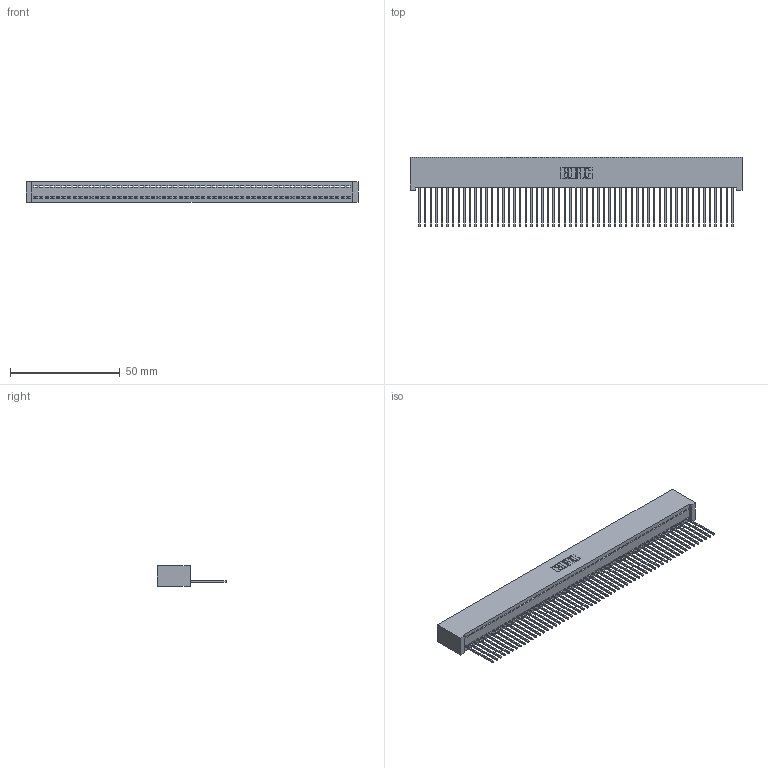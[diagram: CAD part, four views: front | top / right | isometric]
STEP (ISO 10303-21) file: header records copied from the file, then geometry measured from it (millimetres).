
FILE_DESCRIPTION (( 'STEP AP203' ), '1' );
FILE_NAME ('392-057-542-101.STEP', '2019-10-08T15:57:00', ( '' ), ( '' ), 'SwSTEP 2.0', 'SolidWorks 2016', '' );
FILE_SCHEMA (( 'CONFIG_CONTROL_DESIGN' ));
Length unit declared in the file: inch
Products named in the file (3): 345-292-001_345-293-142; 392-057-542-101; 342 Part_Lugless
Assembly tree (58 placements, depth 2):
  392-057-542-101
    342 Part_Lugless
    345-292-001_345-293-142  x57
Bounding box: 151.03 x 31.63 x 9.4 mm (x, y, z)
Volume: 13833.2 mm3; surface area: 21690.3 mm2
Topology: 58 solids, 58 shells, 3408 faces, 10307 edges, 6794 vertices
Faces by surface type: plane 2456, cylinder 952
Entity records: 32515 total; most frequent: CARTESIAN_POINT 5613, ORIENTED_EDGE 5606, DIRECTION 4697, EDGE_CURVE 2803, VECTOR 2683, LINE 2683, VERTEX_POINT 1866, AXIS2_PLACEMENT_3D 1007
